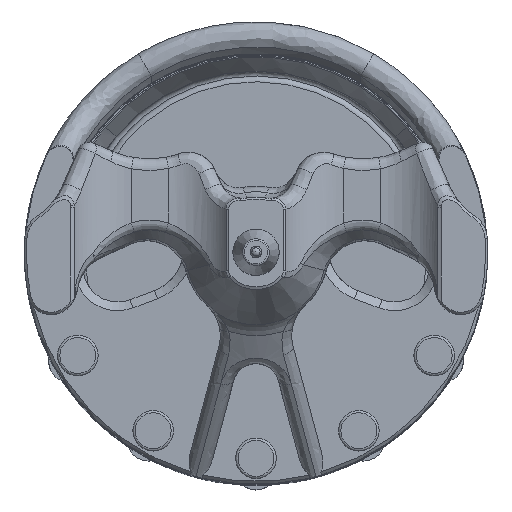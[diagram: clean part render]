
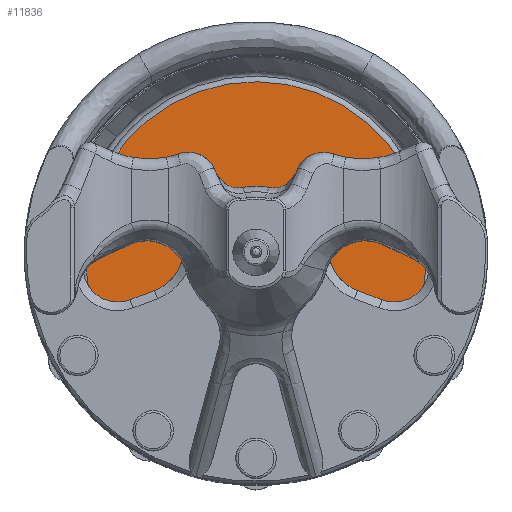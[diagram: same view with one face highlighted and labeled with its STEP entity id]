
A CAD part, top view. The second image highlights one B-rep face of the part: STEP entity #11836.
In plain terms, the highlighted planar face has unit normal (0, 0, 1).
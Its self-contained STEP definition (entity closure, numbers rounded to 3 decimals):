
#497=FACE_BOUND('',#3824,.T.);
#1089=LINE('',#36143,#1688);
#1092=LINE('',#36520,#1691);
#1688=VECTOR('',#16077,10.);
#1691=VECTOR('',#16084,10.);
#2189=B_SPLINE_CURVE_WITH_KNOTS('',3,(#36524,#36525,#36526,#36527,#36528,
#36529,#36530,#36531,#36532,#36533,#36534,#36535,#36536,#36537,#36538,#36539),
 .UNSPECIFIED.,.F.,.F.,(4,2,2,2,2,2,2,4),(-0.063,-0.03,
-0.013,-0.005,-0.002,-0.001,
0.,0.),.UNSPECIFIED.);
#3064=FACE_OUTER_BOUND('',#3823,.T.);
#3823=EDGE_LOOP('',(#10900));
#3824=EDGE_LOOP('',(#10901,#10902,#10903,#10904,#10905));
#4499=CIRCLE('',#13072,29.5);
#4500=CIRCLE('',#13073,8.75);
#4501=CIRCLE('',#13074,9.65);
#5579=VERTEX_POINT('',#36140);
#5580=VERTEX_POINT('',#36142);
#5582=VERTEX_POINT('',#36516);
#5583=VERTEX_POINT('',#36518);
#5584=VERTEX_POINT('',#36519);
#5585=VERTEX_POINT('',#36522);
#7356=EDGE_CURVE('',#5580,#5579,#1089,.T.);
#7362=EDGE_CURVE('',#5582,#5582,#4499,.T.);
#7363=EDGE_CURVE('',#5583,#5584,#1092,.T.);
#7364=EDGE_CURVE('',#5584,#5580,#4500,.T.);
#7365=EDGE_CURVE('',#5579,#5585,#4501,.T.);
#7366=EDGE_CURVE('',#5583,#5585,#2189,.F.);
#10900=ORIENTED_EDGE('',*,*,#7362,.F.);
#10901=ORIENTED_EDGE('',*,*,#7363,.T.);
#10902=ORIENTED_EDGE('',*,*,#7364,.T.);
#10903=ORIENTED_EDGE('',*,*,#7356,.T.);
#10904=ORIENTED_EDGE('',*,*,#7365,.T.);
#10905=ORIENTED_EDGE('',*,*,#7366,.F.);
#11115=PLANE('',#13071);
#11836=ADVANCED_FACE('',(#3064,#497),#11115,.T.);
#13071=AXIS2_PLACEMENT_3D('',#36515,#16080,#16081);
#13072=AXIS2_PLACEMENT_3D('',#36517,#16082,#16083);
#13073=AXIS2_PLACEMENT_3D('',#36521,#16085,#16086);
#13074=AXIS2_PLACEMENT_3D('',#36523,#16087,#16088);
#16077=DIRECTION('',(0.374,-0.927,0.));
#16080=DIRECTION('center_axis',(0.,0.,
1.));
#16081=DIRECTION('ref_axis',(0.984,-0.181,0.));
#16082=DIRECTION('center_axis',(0.,0.,
-1.));
#16083=DIRECTION('ref_axis',(-0.984,0.181,0.));
#16084=DIRECTION('',(0.582,0.813,0.));
#16085=DIRECTION('center_axis',(0.,0.,
-1.));
#16086=DIRECTION('ref_axis',(0.984,-0.181,0.));
#16087=DIRECTION('center_axis',(0.,0.,
-1.));
#16088=DIRECTION('ref_axis',(0.984,-0.181,0.));
#36140=CARTESIAN_POINT('',(3.613,-8.948,110.));
#36142=CARTESIAN_POINT('',(3.276,-8.113,110.));
#36143=CARTESIAN_POINT('',(1.722,-4.265,110.));
#36515=CARTESIAN_POINT('Origin',(0.,0.,
110.));
#36516=CARTESIAN_POINT('',(-29.014,5.33,110.));
#36517=CARTESIAN_POINT('Origin',(0.,0.,
110.));
#36518=CARTESIAN_POINT('',(-5.559,-7.762,110.));
#36519=CARTESIAN_POINT('',(-5.095,-7.114,110.));
#36520=CARTESIAN_POINT('',(-5.561,-7.764,110.));
#36521=CARTESIAN_POINT('Origin',(0.,0.,
110.));
#36522=CARTESIAN_POINT('',(-3.489,-8.997,110.));
#36523=CARTESIAN_POINT('Origin',(0.,0.,
110.));
#36524=CARTESIAN_POINT('Ctrl Pts',(-3.489,-8.997,
110.));
#36525=CARTESIAN_POINT('Ctrl Pts',(-4.078,-8.769,
110.));
#36526=CARTESIAN_POINT('Ctrl Pts',(-4.576,-8.496,
110.));
#36527=CARTESIAN_POINT('Ctrl Pts',(-5.153,-8.117,
110.));
#36528=CARTESIAN_POINT('Ctrl Pts',(-5.309,-8.,110.));
#36529=CARTESIAN_POINT('Ctrl Pts',(-5.464,-7.871,
110.));
#36530=CARTESIAN_POINT('Ctrl Pts',(-5.503,-7.836,
110.));
#36531=CARTESIAN_POINT('Ctrl Pts',(-5.537,-7.8,110.));
#36532=CARTESIAN_POINT('Ctrl Pts',(-5.548,-7.788,
110.));
#36533=CARTESIAN_POINT('Ctrl Pts',(-5.556,-7.775,
110.));
#36534=CARTESIAN_POINT('Ctrl Pts',(-5.559,-7.771,
110.));
#36535=CARTESIAN_POINT('Ctrl Pts',(-5.56,-7.767,
110.));
#36536=CARTESIAN_POINT('Ctrl Pts',(-5.56,-7.766,
110.));
#36537=CARTESIAN_POINT('Ctrl Pts',(-5.56,-7.764,
110.));
#36538=CARTESIAN_POINT('Ctrl Pts',(-5.56,-7.764,
110.));
#36539=CARTESIAN_POINT('Ctrl Pts',(-5.56,-7.764,
110.));
